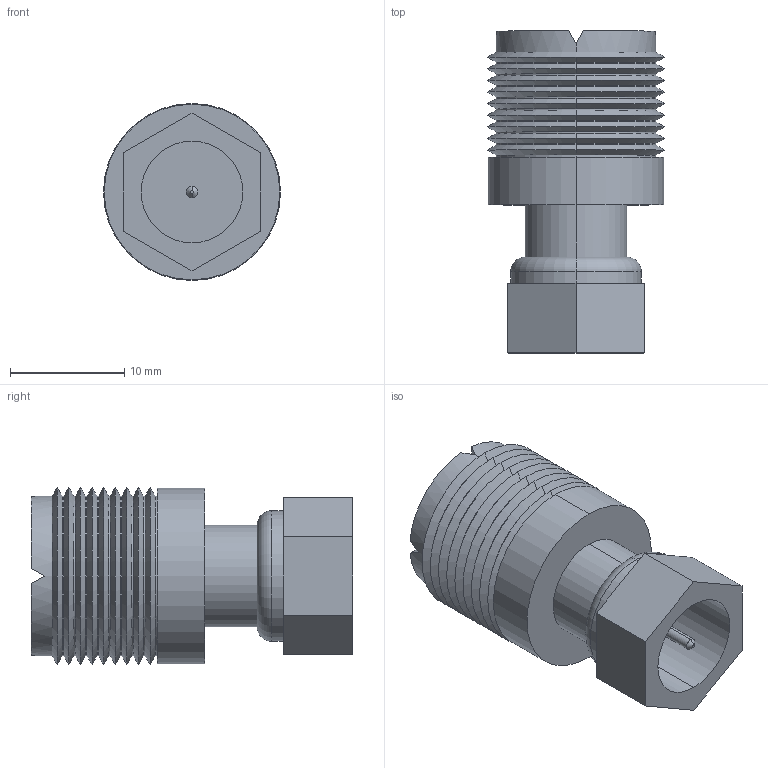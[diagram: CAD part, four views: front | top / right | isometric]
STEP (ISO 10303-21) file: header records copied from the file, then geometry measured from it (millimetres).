
FILE_DESCRIPTION (( 'STEP AP203' ), '1' );
FILE_NAME ('BA130.STEP', '2006-06-30T19:24:22', ( ' ' ), ( ' ' ), 'SwSTEP 2.0', 'SolidWorks 2005354', '' );
FILE_SCHEMA (( 'CONFIG_CONTROL_DESIGN' ));
Length unit declared in the file: inch
Products named in the file (1): BA130
Bounding box: 15.49 x 28.17 x 15.49 mm (x, y, z)
Volume: 3211.3 mm3; surface area: 2361.3 mm2
Topology: 1 solids, 1 shells, 103 faces, 218 edges, 124 vertices
Faces by surface type: cone 38, cylinder 36, plane 27, torus 2
Entity records: 2797 total; most frequent: DIRECTION 508, CARTESIAN_POINT 494, ORIENTED_EDGE 436, EDGE_CURVE 218, AXIS2_PLACEMENT_3D 202, VERTEX_POINT 124, EDGE_LOOP 110, VECTOR 104
